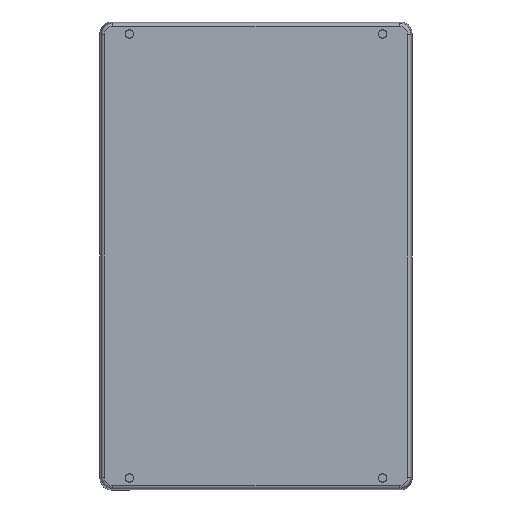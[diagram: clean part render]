
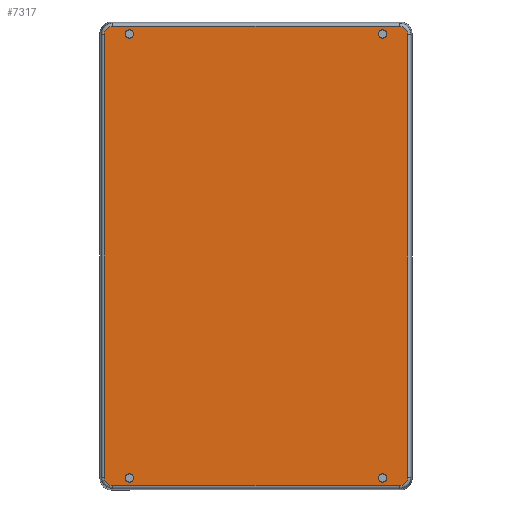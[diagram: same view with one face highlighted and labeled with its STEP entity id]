
A CAD part, left-side view. The second image highlights one B-rep face of the part: STEP entity #7317.
In plain terms, the highlighted planar face has unit normal (-1, 0, 0).
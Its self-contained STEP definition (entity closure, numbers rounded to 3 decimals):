
#467=LINE('',#13507,#895);
#469=LINE('',#13623,#897);
#470=LINE('',#13628,#898);
#473=LINE('',#13742,#901);
#895=VECTOR('',#10407,22.703);
#897=VECTOR('',#10425,14.703);
#898=VECTOR('',#10430,14.703);
#901=VECTOR('',#10447,22.703);
#1093=ELLIPSE('',#8278,0.45,0.45);
#1094=ELLIPSE('',#8280,0.45,0.45);
#1097=ELLIPSE('',#8288,0.45,0.45);
#1098=ELLIPSE('',#8290,0.45,0.45);
#1227=PLANE('',#8299);
#1408=FACE_BOUND('',#2402,.T.);
#1409=FACE_BOUND('',#2403,.T.);
#1410=FACE_BOUND('',#2404,.T.);
#1411=FACE_BOUND('',#2405,.T.);
#1806=FACE_OUTER_BOUND('',#2401,.T.);
#2401=EDGE_LOOP('',(#6222,#6223,#6224,#6225,#6226,#6227,#6228,#6229));
#2402=EDGE_LOOP('',(#6230));
#2403=EDGE_LOOP('',(#6231));
#2404=EDGE_LOOP('',(#6232));
#2405=EDGE_LOOP('',(#6233));
#2809=CIRCLE('',#7970,0.21);
#2813=CIRCLE('',#7976,0.21);
#2817=CIRCLE('',#7982,0.21);
#2821=CIRCLE('',#7988,0.21);
#3375=VERTEX_POINT('',#12953);
#3379=VERTEX_POINT('',#12963);
#3383=VERTEX_POINT('',#12973);
#3387=VERTEX_POINT('',#12983);
#3554=VERTEX_POINT('',#13500);
#3557=VERTEX_POINT('',#13505);
#3558=VERTEX_POINT('',#13558);
#3561=VERTEX_POINT('',#13614);
#3562=VERTEX_POINT('',#13619);
#3565=VERTEX_POINT('',#13626);
#3566=VERTEX_POINT('',#13680);
#3569=VERTEX_POINT('',#13736);
#4242=EDGE_CURVE('',#3375,#3375,#2809,.T.);
#4246=EDGE_CURVE('',#3379,#3379,#2813,.T.);
#4250=EDGE_CURVE('',#3383,#3383,#2817,.T.);
#4254=EDGE_CURVE('',#3387,#3387,#2821,.T.);
#4478=EDGE_CURVE('',#3557,#3554,#467,.T.);
#4481=EDGE_CURVE('',#3554,#3558,#1093,.T.);
#4483=EDGE_CURVE('',#3561,#3557,#1094,.T.);
#4487=EDGE_CURVE('',#3558,#3562,#469,.T.);
#4489=EDGE_CURVE('',#3565,#3561,#470,.T.);
#4493=EDGE_CURVE('',#3562,#3566,#1097,.T.);
#4495=EDGE_CURVE('',#3569,#3565,#1098,.T.);
#4498=EDGE_CURVE('',#3566,#3569,#473,.T.);
#6222=ORIENTED_EDGE('',*,*,#4478,.F.);
#6223=ORIENTED_EDGE('',*,*,#4483,.F.);
#6224=ORIENTED_EDGE('',*,*,#4489,.F.);
#6225=ORIENTED_EDGE('',*,*,#4495,.F.);
#6226=ORIENTED_EDGE('',*,*,#4498,.F.);
#6227=ORIENTED_EDGE('',*,*,#4493,.F.);
#6228=ORIENTED_EDGE('',*,*,#4487,.F.);
#6229=ORIENTED_EDGE('',*,*,#4481,.F.);
#6230=ORIENTED_EDGE('',*,*,#4242,.T.);
#6231=ORIENTED_EDGE('',*,*,#4246,.T.);
#6232=ORIENTED_EDGE('',*,*,#4250,.T.);
#6233=ORIENTED_EDGE('',*,*,#4254,.T.);
#7317=ADVANCED_FACE('',(#1806,#1408,#1409,#1410,#1411),#1227,.T.);
#7970=AXIS2_PLACEMENT_3D('',#12954,#9730,#9731);
#7976=AXIS2_PLACEMENT_3D('',#12964,#9742,#9743);
#7982=AXIS2_PLACEMENT_3D('',#12974,#9754,#9755);
#7988=AXIS2_PLACEMENT_3D('',#12984,#9766,#9767);
#8278=AXIS2_PLACEMENT_3D('',#13562,#10412,#10413);
#8280=AXIS2_PLACEMENT_3D('',#13616,#10416,#10417);
#8288=AXIS2_PLACEMENT_3D('',#13684,#10436,#10437);
#8290=AXIS2_PLACEMENT_3D('',#13738,#10440,#10441);
#8299=AXIS2_PLACEMENT_3D('',#13761,#10467,#10468);
#9730=DIRECTION('center_axis',(1.,0.,0.));
#9731=DIRECTION('ref_axis',(0.,0.,-1.));
#9742=DIRECTION('center_axis',(1.,0.,0.));
#9743=DIRECTION('ref_axis',(0.,0.,-1.));
#9754=DIRECTION('center_axis',(1.,0.,0.));
#9755=DIRECTION('ref_axis',(0.,0.,-1.));
#9766=DIRECTION('center_axis',(1.,0.,0.));
#9767=DIRECTION('ref_axis',(0.,0.,-1.));
#10407=DIRECTION('',(0.,0.,-1.));
#10412=DIRECTION('center_axis',(1.,0.,0.));
#10413=DIRECTION('ref_axis',(0.,-0.707,-0.707));
#10416=DIRECTION('center_axis',(1.,0.,0.));
#10417=DIRECTION('ref_axis',(0.,-0.707,0.707));
#10425=DIRECTION('',(0.,1.,0.));
#10430=DIRECTION('',(0.,-1.,0.));
#10436=DIRECTION('center_axis',(1.,0.,0.));
#10437=DIRECTION('ref_axis',(0.,0.707,-0.707));
#10440=DIRECTION('center_axis',(1.,0.,0.));
#10441=DIRECTION('ref_axis',(0.,0.707,0.707));
#10447=DIRECTION('',(0.,0.,1.));
#10467=DIRECTION('center_axis',(-1.,0.,0.));
#10468=DIRECTION('ref_axis',(0.,0.,1.));
#12953=CARTESIAN_POINT('',(0.,-6.5,11.61));
#12954=CARTESIAN_POINT('Origin',(0.,-6.5,11.4));
#12963=CARTESIAN_POINT('',(0.,-6.5,-11.19));
#12964=CARTESIAN_POINT('Origin',(0.,-6.5,-11.4));
#12973=CARTESIAN_POINT('',(0.,6.5,11.61));
#12974=CARTESIAN_POINT('Origin',(0.,6.5,11.4));
#12983=CARTESIAN_POINT('',(0.,6.5,-11.19));
#12984=CARTESIAN_POINT('Origin',(0.,6.5,-11.4));
#13500=CARTESIAN_POINT('',(0.,-7.802,-11.351));
#13505=CARTESIAN_POINT('',(0.,-7.802,11.351));
#13507=CARTESIAN_POINT('',(0.,-7.802,11.351));
#13558=CARTESIAN_POINT('',(0.,-7.352,-11.801));
#13562=CARTESIAN_POINT('Origin',(0.,-7.352,-11.351));
#13614=CARTESIAN_POINT('',(0.,-7.352,11.801));
#13616=CARTESIAN_POINT('Origin',(0.,-7.352,11.351));
#13619=CARTESIAN_POINT('',(0.,7.351,-11.801));
#13623=CARTESIAN_POINT('',(0.,-7.352,-11.801));
#13626=CARTESIAN_POINT('',(0.,7.351,11.801));
#13628=CARTESIAN_POINT('',(0.,7.351,11.801));
#13680=CARTESIAN_POINT('',(0.,7.801,-11.351));
#13684=CARTESIAN_POINT('Origin',(0.,7.351,-11.351));
#13736=CARTESIAN_POINT('',(0.,7.801,11.351));
#13738=CARTESIAN_POINT('Origin',(0.,7.351,11.351));
#13742=CARTESIAN_POINT('',(0.,7.801,-11.351));
#13761=CARTESIAN_POINT('Origin',(0.,-7.95,-12.015));
